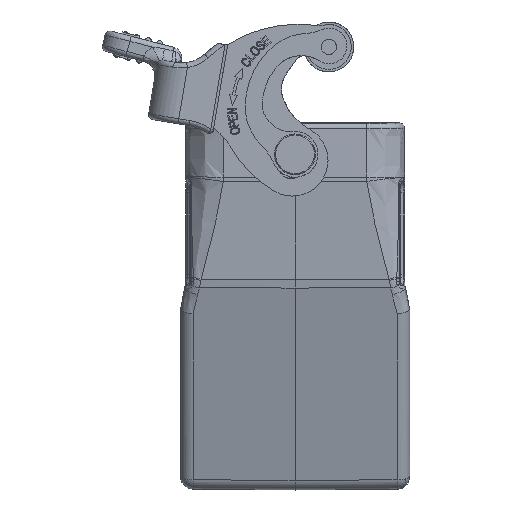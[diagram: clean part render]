
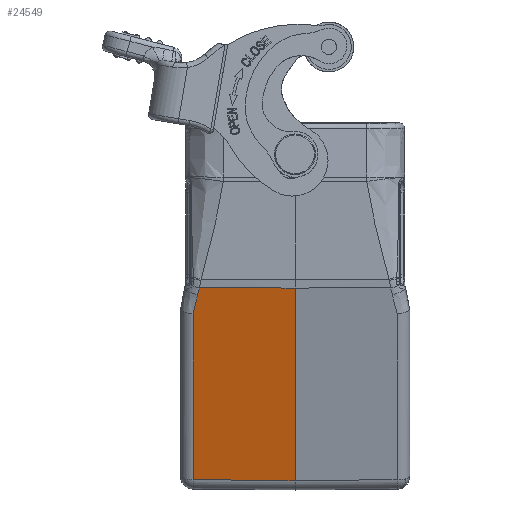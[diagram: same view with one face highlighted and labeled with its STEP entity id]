
A CAD part, left-side view. The second image highlights one B-rep face of the part: STEP entity #24549.
In plain terms, the highlighted planar face has unit normal (-0.966, 0.009, -0.259).
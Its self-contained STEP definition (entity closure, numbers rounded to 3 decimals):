
#1891=CARTESIAN_POINT('',(-34.58,0.,
-32.345));
#1893=DIRECTION('',(-0.009,-1.,-0.002));
#1894=VECTOR('',#1893,18.768);
#1895=CARTESIAN_POINT('',(-34.418,18.767,
-32.316));
#1896=LINE('',#1895,#1894);
#1897=DIRECTION('',(0.007,1.,0.009));
#1898=VECTOR('',#1897,20.023);
#1899=CARTESIAN_POINT('',(-24.451,0.,
-70.147));
#1900=LINE('',#1899,#1898);
#1901=DIRECTION('',(0.259,0.,-0.966));
#1902=VECTOR('',#1901,33.727);
#1903=CARTESIAN_POINT('',(-33.046,20.022,
-37.395));
#1904=LINE('',#1903,#1902);
#1948=DIRECTION('',(-0.259,0.,0.966));
#1949=VECTOR('',#1948,39.136);
#1950=CARTESIAN_POINT('',(-24.451,0.,
-70.147));
#1951=LINE('',#1950,#1949);
#6953=CARTESIAN_POINT('',(-34.05,19.115,
-33.678));
#6954=CARTESIAN_POINT('',(-33.924,19.255,
-34.143));
#6955=CARTESIAN_POINT('',(-33.683,19.506,
-35.034));
#6956=CARTESIAN_POINT('',(-33.434,19.731,
-35.956));
#6957=CARTESIAN_POINT('',(-33.181,19.925,
-36.895));
#6958=CARTESIAN_POINT('',(-33.046,20.022,
-37.395));
#6977=CARTESIAN_POINT('',(-34.418,18.767,
-32.316));
#6978=CARTESIAN_POINT('',(-34.395,18.788,
-32.4));
#6979=CARTESIAN_POINT('',(-34.337,18.842,
-32.615));
#6980=CARTESIAN_POINT('',(-34.159,19.,
-33.275));
#6981=CARTESIAN_POINT('',(-34.085,19.077,
-33.549));
#6982=CARTESIAN_POINT('',(-34.05,19.115,
-33.678));
#19646=VERTEX_POINT('',#1891);
#19647=CARTESIAN_POINT('',(-34.418,18.767,
-32.316));
#19648=VERTEX_POINT('',#19647);
#19650=CARTESIAN_POINT('',(-33.046,20.022,
-37.395));
#19651=CARTESIAN_POINT('',(-24.317,20.022,
-69.972));
#19652=VERTEX_POINT('',#19650);
#19653=VERTEX_POINT('',#19651);
#19654=VERTEX_POINT('',#6953);
#19655=CARTESIAN_POINT('',(-24.451,0.,
-70.147));
#19656=VERTEX_POINT('',#19655);
#24531=CARTESIAN_POINT('',(-29.431,10.011,
-51.223));
#24532=DIRECTION('',(0.966,-0.009,0.259));
#24533=DIRECTION('',(-0.259,0.,0.966));
#24534=AXIS2_PLACEMENT_3D('',#24531,#24532,#24533);
#24535=PLANE('',#24534);
#24537=ORIENTED_EDGE('',*,*,#24536,.F.);
#24539=ORIENTED_EDGE('',*,*,#24538,.F.);
#24541=ORIENTED_EDGE('',*,*,#24540,.F.);
#24542=ORIENTED_EDGE('',*,*,#24519,.T.);
#24544=ORIENTED_EDGE('',*,*,#24543,.F.);
#24546=ORIENTED_EDGE('',*,*,#24545,.T.);
#24547=EDGE_LOOP('',(#24537,#24539,#24541,#24542,#24544,#24546));
#24548=FACE_OUTER_BOUND('',#24547,.F.);
#24549=ADVANCED_FACE('',(#24548),#24535,.F.);
#6959=B_SPLINE_CURVE_WITH_KNOTS('',3,(#6953,#6954,#6955,#6956,#6957,#6958),
.UNSPECIFIED.,.F.,.F.,(4,1,1,4),(0.,0.333,0.667,1.),
.UNSPECIFIED.);
#6983=B_SPLINE_CURVE_WITH_KNOTS('',3,(#6977,#6978,#6979,#6980,#6981,#6982),
.UNSPECIFIED.,.F.,.F.,(4,1,1,4),(0.,0.333,0.667,1.),
.UNSPECIFIED.);
#24519=EDGE_CURVE('',#19648,#19646,#1896,.T.);
#24536=EDGE_CURVE('',#19652,#19653,#1904,.T.);
#24538=EDGE_CURVE('',#19654,#19652,#6959,.T.);
#24540=EDGE_CURVE('',#19648,#19654,#6983,.T.);
#24543=EDGE_CURVE('',#19656,#19646,#1951,.T.);
#24545=EDGE_CURVE('',#19656,#19653,#1900,.T.);
